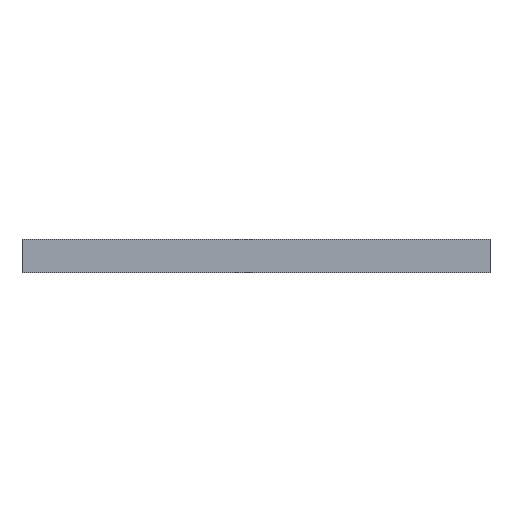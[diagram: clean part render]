
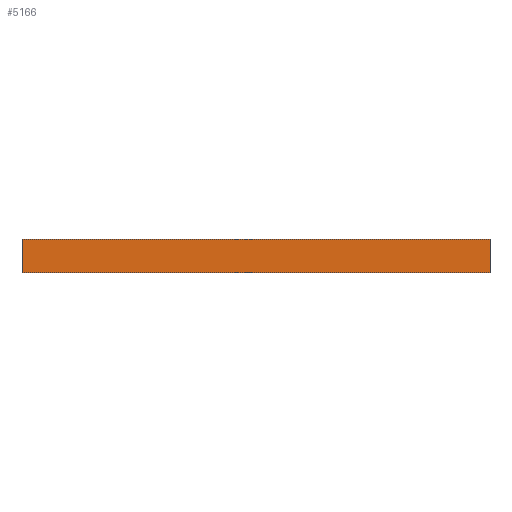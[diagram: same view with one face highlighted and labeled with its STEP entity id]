
A CAD part, front view. The second image highlights one B-rep face of the part: STEP entity #5166.
In plain terms, the highlighted planar face has unit normal (0, -1, 0).
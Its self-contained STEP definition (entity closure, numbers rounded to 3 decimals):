
#55 = PLANE('',#56);
#56 = AXIS2_PLACEMENT_3D('',#57,#58,#59);
#57 = CARTESIAN_POINT('',(155.05,-86.325,0.));
#58 = DIRECTION('',(-0.,-0.,-1.));
#59 = DIRECTION('',(-1.,0.,0.));
#111 = PLANE('',#112);
#112 = AXIS2_PLACEMENT_3D('',#113,#114,#115);
#113 = CARTESIAN_POINT('',(155.05,-86.325,1.606));
#114 = DIRECTION('',(-0.,-0.,-1.));
#115 = DIRECTION('',(-1.,0.,0.));
#813 = VERTEX_POINT('',#814);
#814 = CARTESIAN_POINT('',(166.4,-102.8,0.));
#828 = PLANE('',#829);
#829 = AXIS2_PLACEMENT_3D('',#830,#831,#832);
#830 = CARTESIAN_POINT('',(166.4,-71.7,0.));
#831 = DIRECTION('',(1.,0.,-0.));
#832 = DIRECTION('',(0.,-1.,0.));
#840 = EDGE_CURVE('',#813,#841,#843,.T.);
#841 = VERTEX_POINT('',#842);
#842 = CARTESIAN_POINT('',(143.7,-102.8,0.));
#843 = SURFACE_CURVE('',#844,(#848,#855),.PCURVE_S1.);
#844 = LINE('',#845,#846);
#845 = CARTESIAN_POINT('',(166.4,-102.8,0.));
#846 = VECTOR('',#847,1.);
#847 = DIRECTION('',(-1.,0.,0.));
#848 = PCURVE('',#55,#849);
#849 = DEFINITIONAL_REPRESENTATION('',(#850),#854);
#850 = LINE('',#851,#852);
#851 = CARTESIAN_POINT('',(-11.35,-16.475));
#852 = VECTOR('',#853,1.);
#853 = DIRECTION('',(1.,0.));
#854 = ( GEOMETRIC_REPRESENTATION_CONTEXT(2) 
PARAMETRIC_REPRESENTATION_CONTEXT() REPRESENTATION_CONTEXT('2D SPACE',''
  ) );
#855 = PCURVE('',#856,#861);
#856 = PLANE('',#857);
#857 = AXIS2_PLACEMENT_3D('',#858,#859,#860);
#858 = CARTESIAN_POINT('',(166.4,-102.8,0.));
#859 = DIRECTION('',(0.,-1.,0.));
#860 = DIRECTION('',(-1.,0.,0.));
#861 = DEFINITIONAL_REPRESENTATION('',(#862),#866);
#862 = LINE('',#863,#864);
#863 = CARTESIAN_POINT('',(0.,-0.));
#864 = VECTOR('',#865,1.);
#865 = DIRECTION('',(1.,0.));
#866 = ( GEOMETRIC_REPRESENTATION_CONTEXT(2) 
PARAMETRIC_REPRESENTATION_CONTEXT() REPRESENTATION_CONTEXT('2D SPACE',''
  ) );
#884 = PLANE('',#885);
#885 = AXIS2_PLACEMENT_3D('',#886,#887,#888);
#886 = CARTESIAN_POINT('',(143.7,-102.8,0.));
#887 = DIRECTION('',(-1.,0.,0.));
#888 = DIRECTION('',(0.,1.,0.));
#2819 = VERTEX_POINT('',#2820);
#2820 = CARTESIAN_POINT('',(166.4,-102.8,1.606));
#2841 = EDGE_CURVE('',#2819,#2842,#2844,.T.);
#2842 = VERTEX_POINT('',#2843);
#2843 = CARTESIAN_POINT('',(143.7,-102.8,1.606));
#2844 = SURFACE_CURVE('',#2845,(#2849,#2856),.PCURVE_S1.);
#2845 = LINE('',#2846,#2847);
#2846 = CARTESIAN_POINT('',(166.4,-102.8,1.606));
#2847 = VECTOR('',#2848,1.);
#2848 = DIRECTION('',(-1.,0.,0.));
#2849 = PCURVE('',#111,#2850);
#2850 = DEFINITIONAL_REPRESENTATION('',(#2851),#2855);
#2851 = LINE('',#2852,#2853);
#2852 = CARTESIAN_POINT('',(-11.35,-16.475));
#2853 = VECTOR('',#2854,1.);
#2854 = DIRECTION('',(1.,0.));
#2855 = ( GEOMETRIC_REPRESENTATION_CONTEXT(2) 
PARAMETRIC_REPRESENTATION_CONTEXT() REPRESENTATION_CONTEXT('2D SPACE',''
  ) );
#2856 = PCURVE('',#856,#2857);
#2857 = DEFINITIONAL_REPRESENTATION('',(#2858),#2862);
#2858 = LINE('',#2859,#2860);
#2859 = CARTESIAN_POINT('',(0.,-1.606));
#2860 = VECTOR('',#2861,1.);
#2861 = DIRECTION('',(1.,0.));
#2862 = ( GEOMETRIC_REPRESENTATION_CONTEXT(2) 
PARAMETRIC_REPRESENTATION_CONTEXT() REPRESENTATION_CONTEXT('2D SPACE',''
  ) );
#5144 = EDGE_CURVE('',#841,#2842,#5145,.T.);
#5145 = SURFACE_CURVE('',#5146,(#5150,#5157),.PCURVE_S1.);
#5146 = LINE('',#5147,#5148);
#5147 = CARTESIAN_POINT('',(143.7,-102.8,0.));
#5148 = VECTOR('',#5149,1.);
#5149 = DIRECTION('',(0.,0.,1.));
#5150 = PCURVE('',#884,#5151);
#5151 = DEFINITIONAL_REPRESENTATION('',(#5152),#5156);
#5152 = LINE('',#5153,#5154);
#5153 = CARTESIAN_POINT('',(0.,0.));
#5154 = VECTOR('',#5155,1.);
#5155 = DIRECTION('',(0.,-1.));
#5156 = ( GEOMETRIC_REPRESENTATION_CONTEXT(2) 
PARAMETRIC_REPRESENTATION_CONTEXT() REPRESENTATION_CONTEXT('2D SPACE',''
  ) );
#5157 = PCURVE('',#856,#5158);
#5158 = DEFINITIONAL_REPRESENTATION('',(#5159),#5163);
#5159 = LINE('',#5160,#5161);
#5160 = CARTESIAN_POINT('',(22.7,0.));
#5161 = VECTOR('',#5162,1.);
#5162 = DIRECTION('',(0.,-1.));
#5163 = ( GEOMETRIC_REPRESENTATION_CONTEXT(2) 
PARAMETRIC_REPRESENTATION_CONTEXT() REPRESENTATION_CONTEXT('2D SPACE',''
  ) );
#5166 = ADVANCED_FACE('',(#5167),#856,.T.);
#5167 = FACE_BOUND('',#5168,.T.);
#5168 = EDGE_LOOP('',(#5169,#5190,#5191,#5192));
#5169 = ORIENTED_EDGE('',*,*,#5170,.T.);
#5170 = EDGE_CURVE('',#813,#2819,#5171,.T.);
#5171 = SURFACE_CURVE('',#5172,(#5176,#5183),.PCURVE_S1.);
#5172 = LINE('',#5173,#5174);
#5173 = CARTESIAN_POINT('',(166.4,-102.8,0.));
#5174 = VECTOR('',#5175,1.);
#5175 = DIRECTION('',(0.,0.,1.));
#5176 = PCURVE('',#856,#5177);
#5177 = DEFINITIONAL_REPRESENTATION('',(#5178),#5182);
#5178 = LINE('',#5179,#5180);
#5179 = CARTESIAN_POINT('',(0.,-0.));
#5180 = VECTOR('',#5181,1.);
#5181 = DIRECTION('',(0.,-1.));
#5182 = ( GEOMETRIC_REPRESENTATION_CONTEXT(2) 
PARAMETRIC_REPRESENTATION_CONTEXT() REPRESENTATION_CONTEXT('2D SPACE',''
  ) );
#5183 = PCURVE('',#828,#5184);
#5184 = DEFINITIONAL_REPRESENTATION('',(#5185),#5189);
#5185 = LINE('',#5186,#5187);
#5186 = CARTESIAN_POINT('',(31.1,0.));
#5187 = VECTOR('',#5188,1.);
#5188 = DIRECTION('',(0.,-1.));
#5189 = ( GEOMETRIC_REPRESENTATION_CONTEXT(2) 
PARAMETRIC_REPRESENTATION_CONTEXT() REPRESENTATION_CONTEXT('2D SPACE',''
  ) );
#5190 = ORIENTED_EDGE('',*,*,#2841,.T.);
#5191 = ORIENTED_EDGE('',*,*,#5144,.F.);
#5192 = ORIENTED_EDGE('',*,*,#840,.F.);
